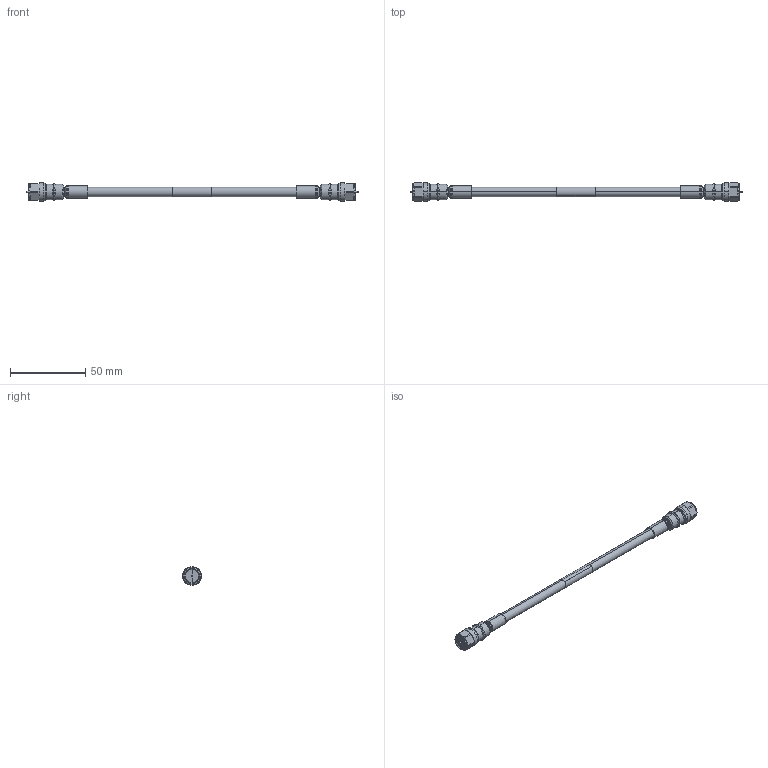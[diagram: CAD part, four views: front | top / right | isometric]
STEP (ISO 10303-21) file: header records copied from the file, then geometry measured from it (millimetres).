
FILE_DESCRIPTION (( 'STEP AP214' ), '1' );
FILE_NAME ('FMCA100027_3D.step', '2024-06-17T20:56:13', ( '' ), ( '' ), 'SwSTEP 2.0', 'SolidWorks 2022', '' );
FILE_SCHEMA (( 'AUTOMOTIVE_DESIGN' ));
Length unit declared in the file: inch
Products named in the file (4): LMR-240-75-DB; 1AW01-003_.254 ID; FMCA100027_3D; TC-240-FMH-75_PE
Assembly tree (4 placements, depth 2):
  FMCA100027_3D
    LMR-240-75-DB
    1AW01-003_.254 ID
    TC-240-FMH-75_PE  x2
Bounding box: 220.61 x 12.45 x 12.45 mm (x, y, z)
Volume: 8722.7 mm3; surface area: 8586.1 mm2
Topology: 6 solids, 6 shells, 310 faces, 642 edges, 364 vertices
Faces by surface type: cone 120, cylinder 114, plane 56, torus 20
Entity records: 4445 total; most frequent: DIRECTION 840, CARTESIAN_POINT 729, ORIENTED_EDGE 660, AXIS2_PLACEMENT_3D 351, EDGE_CURVE 330, VERTEX_POINT 188, CIRCLE 184, EDGE_LOOP 174
